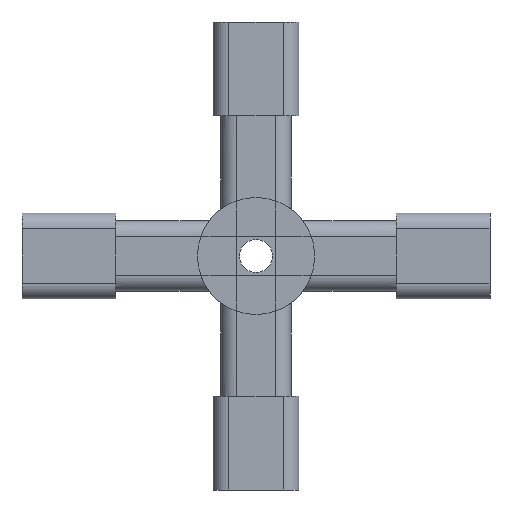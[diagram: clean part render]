
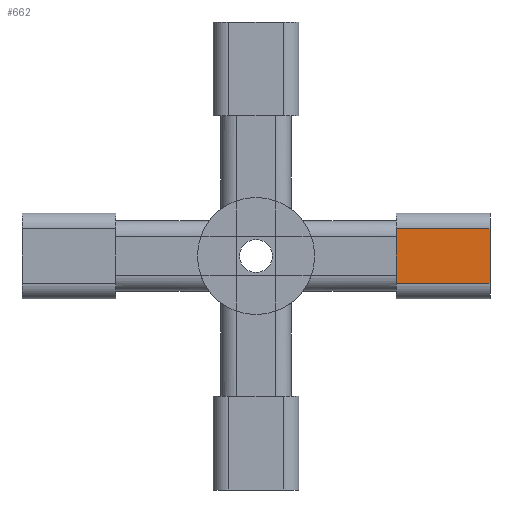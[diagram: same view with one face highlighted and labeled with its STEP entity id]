
A CAD part, front view. The second image highlights one B-rep face of the part: STEP entity #662.
In plain terms, the highlighted planar face has unit normal (0, -1, 0).
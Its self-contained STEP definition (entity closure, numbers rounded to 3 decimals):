
#249 = VERTEX_POINT('',#250);
#250 = CARTESIAN_POINT('',(18.,-6.,-3.5));
#302 = VERTEX_POINT('',#303);
#303 = CARTESIAN_POINT('',(18.,-6.,3.5));
#310 = EDGE_CURVE('',#249,#302,#311,.T.);
#311 = LINE('',#312,#313);
#312 = CARTESIAN_POINT('',(18.,-6.,-3.5));
#313 = VECTOR('',#314,1.);
#314 = DIRECTION('',(0.,0.,1.));
#634 = EDGE_CURVE('',#635,#249,#637,.T.);
#635 = VERTEX_POINT('',#636);
#636 = CARTESIAN_POINT('',(30.,-6.,-3.5));
#637 = LINE('',#638,#639);
#638 = CARTESIAN_POINT('',(30.,-6.,-3.5));
#639 = VECTOR('',#640,1.);
#640 = DIRECTION('',(-1.,0.,0.));
#662 = ADVANCED_FACE('',(#663),#681,.F.);
#663 = FACE_BOUND('',#664,.F.);
#664 = EDGE_LOOP('',(#665,#666,#667,#675));
#665 = ORIENTED_EDGE('',*,*,#634,.T.);
#666 = ORIENTED_EDGE('',*,*,#310,.T.);
#667 = ORIENTED_EDGE('',*,*,#668,.F.);
#668 = EDGE_CURVE('',#669,#302,#671,.T.);
#669 = VERTEX_POINT('',#670);
#670 = CARTESIAN_POINT('',(30.,-6.,3.5));
#671 = LINE('',#672,#673);
#672 = CARTESIAN_POINT('',(30.,-6.,3.5));
#673 = VECTOR('',#674,1.);
#674 = DIRECTION('',(-1.,0.,0.));
#675 = ORIENTED_EDGE('',*,*,#676,.F.);
#676 = EDGE_CURVE('',#635,#669,#677,.T.);
#677 = LINE('',#678,#679);
#678 = CARTESIAN_POINT('',(30.,-6.,-3.5));
#679 = VECTOR('',#680,1.);
#680 = DIRECTION('',(0.,0.,1.));
#681 = PLANE('',#682);
#682 = AXIS2_PLACEMENT_3D('',#683,#684,#685);
#683 = CARTESIAN_POINT('',(30.,-6.,-3.5));
#684 = DIRECTION('',(0.,1.,0.));
#685 = DIRECTION('',(0.,0.,1.));
